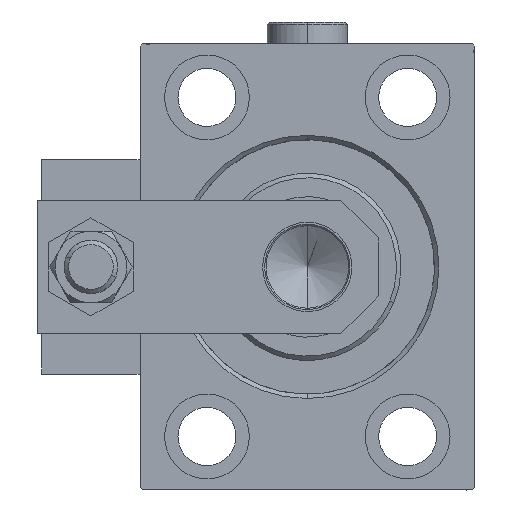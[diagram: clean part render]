
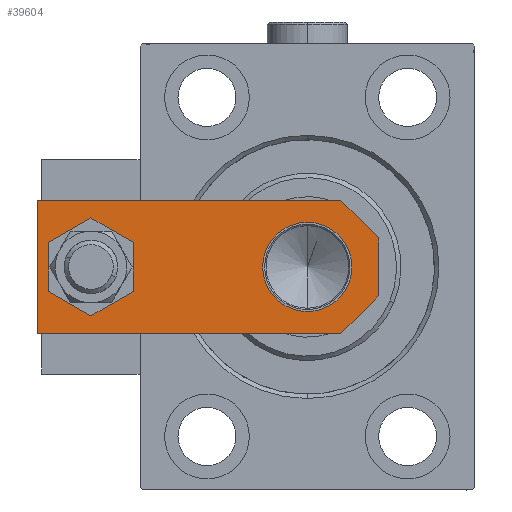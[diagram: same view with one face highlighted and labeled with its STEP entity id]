
A CAD part, left-side view. The second image highlights one B-rep face of the part: STEP entity #39604.
In plain terms, the highlighted face is planar.
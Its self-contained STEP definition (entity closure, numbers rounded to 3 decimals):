
#199 = EDGE_CURVE ( 'NONE', #2891, #12804, #15500, .T. ) ;
#738 = CARTESIAN_POINT ( 'NONE',  ( -10., 16., 8. ) ) ;
#1469 = CARTESIAN_POINT ( 'NONE',  ( -15., 76.5, 8. ) ) ;
#1778 = EDGE_LOOP ( 'NONE', ( #29850, #18288 ) ) ;
#1839 = CARTESIAN_POINT ( 'NONE',  ( -15., 76.5, 8. ) ) ;
#1983 = DIRECTION ( 'NONE',  ( 0., -1., 0. ) ) ;
#2085 = EDGE_CURVE ( 'NONE', #43299, #42770, #19692, .T. ) ;
#2284 = CIRCLE ( 'NONE', #25328, 7. ) ;
#2586 = EDGE_CURVE ( 'NONE', #14338, #36918, #34034, .T. ) ;
#2650 = DIRECTION ( 'NONE',  ( 1., 0., 0. ) ) ;
#2891 = VERTEX_POINT ( 'NONE', #738 ) ;
#2997 = VERTEX_POINT ( 'NONE', #14884 ) ;
#3715 = CARTESIAN_POINT ( 'NONE',  ( 15., 0., 8. ) ) ;
#3929 = EDGE_CURVE ( 'NONE', #13003, #2997, #2284, .T. ) ;
#4408 = PLANE ( 'NONE',  #24912 ) ;
#4664 = CARTESIAN_POINT ( 'NONE',  ( 0., 0., 8. ) ) ;
#5653 = EDGE_CURVE ( 'NONE', #33693, #43299, #23184, .T. ) ;
#5768 = CARTESIAN_POINT ( 'NONE',  ( 15., 8.5, 8. ) ) ;
#7346 = ORIENTED_EDGE ( 'NONE', *, *, #23052, .T. ) ;
#7662 = DIRECTION ( 'NONE',  ( 0., 0., 1. ) ) ;
#8877 = VECTOR ( 'NONE', #49766, 1000. ) ;
#8939 = AXIS2_PLACEMENT_3D ( 'NONE', #44292, #9749, #29320 ) ;
#9681 = ORIENTED_EDGE ( 'NONE', *, *, #2085, .T. ) ;
#9749 = DIRECTION ( 'NONE',  ( 0., 0., 1. ) ) ;
#9816 = CARTESIAN_POINT ( 'NONE',  ( -3.25, -3.25, 8. ) ) ;
#10002 = DIRECTION ( 'NONE',  ( 1., 0., 0. ) ) ;
#11099 = CARTESIAN_POINT ( 'NONE',  ( 3.25, -3.25, 8. ) ) ;
#12804 = VERTEX_POINT ( 'NONE', #15502 ) ;
#13003 = VERTEX_POINT ( 'NONE', #40960 ) ;
#13756 = DIRECTION ( 'NONE',  ( 0., 0., 1. ) ) ;
#14328 = EDGE_CURVE ( 'NONE', #48551, #14338, #40163, .T. ) ;
#14338 = VERTEX_POINT ( 'NONE', #44537 ) ;
#14884 = CARTESIAN_POINT ( 'NONE',  ( 7., 64.5, 8. ) ) ;
#15315 = CARTESIAN_POINT ( 'NONE',  ( -6.5, 0., 8. ) ) ;
#15464 = VECTOR ( 'NONE', #26661, 1000. ) ;
#15500 = CIRCLE ( 'NONE', #33587, 10. ) ;
#15502 = CARTESIAN_POINT ( 'NONE',  ( 10., 16., 8. ) ) ;
#15712 = EDGE_LOOP ( 'NONE', ( #23751, #28676, #33274, #48943, #9681, #7346 ) ) ;
#15970 = CARTESIAN_POINT ( 'NONE',  ( 0., 16., 8. ) ) ;
#16253 = DIRECTION ( 'NONE',  ( 0., 0., 1. ) ) ;
#17047 = EDGE_CURVE ( 'NONE', #12804, #2891, #17499, .T. ) ;
#17170 = CARTESIAN_POINT ( 'NONE',  ( 15., 76.5, 8. ) ) ;
#17499 = CIRCLE ( 'NONE', #26553, 10. ) ;
#17959 = EDGE_LOOP ( 'NONE', ( #50961, #44976 ) ) ;
#18010 = VECTOR ( 'NONE', #36247, 1000. ) ;
#18288 = ORIENTED_EDGE ( 'NONE', *, *, #25332, .F. ) ;
#19345 = CARTESIAN_POINT ( 'NONE',  ( 0., 16., 8. ) ) ;
#19639 = CIRCLE ( 'NONE', #8939, 7. ) ;
#19692 = LINE ( 'NONE', #3715, #15464 ) ;
#20080 = DIRECTION ( 'NONE',  ( 1., 0., 0. ) ) ;
#20362 = FACE_BOUND ( 'NONE', #17959, .T. ) ;
#20497 = CARTESIAN_POINT ( 'NONE',  ( 0., 64.5, 8. ) ) ;
#23052 = EDGE_CURVE ( 'NONE', #42770, #48551, #29329, .T. ) ;
#23184 = LINE ( 'NONE', #11099, #18010 ) ;
#23359 = DIRECTION ( 'NONE',  ( 1., 0., 0. ) ) ;
#23751 = ORIENTED_EDGE ( 'NONE', *, *, #14328, .T. ) ;
#24912 = AXIS2_PLACEMENT_3D ( 'NONE', #4664, #16253, #32489 ) ;
#25328 = AXIS2_PLACEMENT_3D ( 'NONE', #20497, #7662, #23359 ) ;
#25332 = EDGE_CURVE ( 'NONE', #2997, #13003, #19639, .T. ) ;
#25544 = CARTESIAN_POINT ( 'NONE',  ( 6.5, 0., 8. ) ) ;
#26553 = AXIS2_PLACEMENT_3D ( 'NONE', #15970, #35054, #20080 ) ;
#26661 = DIRECTION ( 'NONE',  ( 0., 1., 0. ) ) ;
#28112 = FACE_OUTER_BOUND ( 'NONE', #15712, .T. ) ;
#28676 = ORIENTED_EDGE ( 'NONE', *, *, #2586, .T. ) ;
#29320 = DIRECTION ( 'NONE',  ( 1., 0., 0. ) ) ;
#29329 = LINE ( 'NONE', #45053, #32647 ) ;
#29850 = ORIENTED_EDGE ( 'NONE', *, *, #3929, .F. ) ;
#31655 = EDGE_CURVE ( 'NONE', #36918, #33693, #41934, .T. ) ;
#32489 = DIRECTION ( 'NONE',  ( 1., 0., 0. ) ) ;
#32647 = VECTOR ( 'NONE', #38023, 1000. ) ;
#33274 = ORIENTED_EDGE ( 'NONE', *, *, #31655, .T. ) ;
#33587 = AXIS2_PLACEMENT_3D ( 'NONE', #19345, #13756, #2650 ) ;
#33693 = VERTEX_POINT ( 'NONE', #25544 ) ;
#34034 = LINE ( 'NONE', #9816, #8877 ) ;
#35054 = DIRECTION ( 'NONE',  ( 0., 0., 1. ) ) ;
#35664 = VECTOR ( 'NONE', #1983, 1000. ) ;
#35853 = FACE_BOUND ( 'NONE', #1778, .T. ) ;
#36247 = DIRECTION ( 'NONE',  ( 0.707, 0.707, 0. ) ) ;
#36307 = VECTOR ( 'NONE', #10002, 1000. ) ;
#36918 = VERTEX_POINT ( 'NONE', #15315 ) ;
#38023 = DIRECTION ( 'NONE',  ( -1., 0., 0. ) ) ;
#39604 = ADVANCED_FACE ( 'NONE', ( #35853, #28112, #20362 ), #4408, .T. ) ;
#40163 = LINE ( 'NONE', #1469, #35664 ) ;
#40960 = CARTESIAN_POINT ( 'NONE',  ( -7., 64.5, 8. ) ) ;
#41934 = LINE ( 'NONE', #45297, #36307 ) ;
#42770 = VERTEX_POINT ( 'NONE', #17170 ) ;
#43299 = VERTEX_POINT ( 'NONE', #5768 ) ;
#44292 = CARTESIAN_POINT ( 'NONE',  ( 0., 64.5, 8. ) ) ;
#44537 = CARTESIAN_POINT ( 'NONE',  ( -15., 8.5, 8. ) ) ;
#44976 = ORIENTED_EDGE ( 'NONE', *, *, #17047, .F. ) ;
#45053 = CARTESIAN_POINT ( 'NONE',  ( 15., 76.5, 8. ) ) ;
#45297 = CARTESIAN_POINT ( 'NONE',  ( -15., 0., 8. ) ) ;
#48551 = VERTEX_POINT ( 'NONE', #1839 ) ;
#48943 = ORIENTED_EDGE ( 'NONE', *, *, #5653, .T. ) ;
#49766 = DIRECTION ( 'NONE',  ( 0.707, -0.707, 0. ) ) ;
#50961 = ORIENTED_EDGE ( 'NONE', *, *, #199, .F. ) ;
